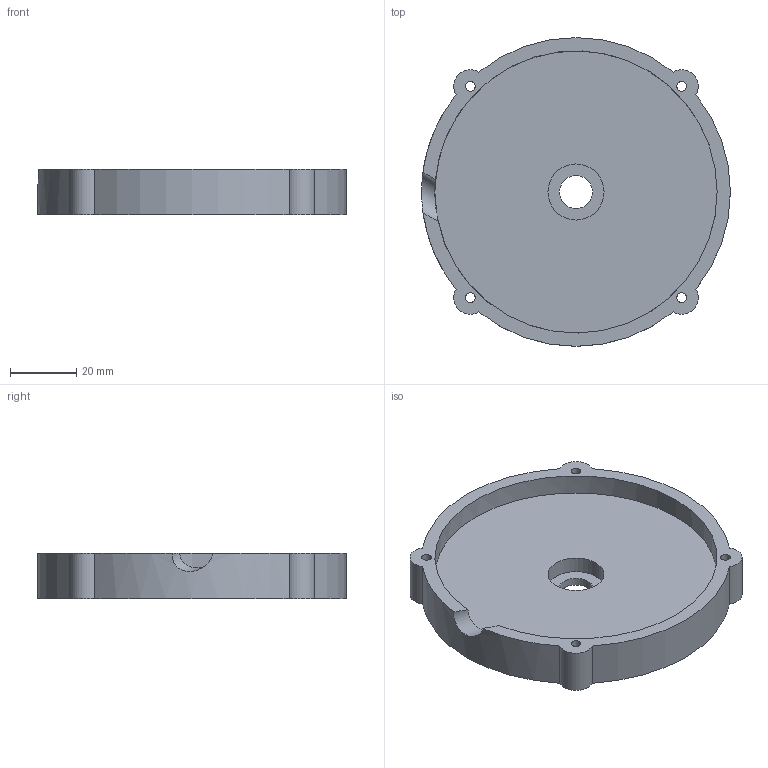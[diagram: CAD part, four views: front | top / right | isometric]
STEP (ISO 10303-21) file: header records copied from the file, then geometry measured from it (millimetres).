
FILE_DESCRIPTION(/* description */ (''),/* implementation_level */ '2;1');
FILE_NAME(/* name */ 'Case Part 2.stp',/* time_stamp */ '2025-09-18T21:45:52-05:00',/* author */ ('yo'),/* organization */ (''),/* preprocessor_version */ 'ST-DEVELOPER v20',/* originating_system */ 'Autodesk Inventor 2025',/* authorisation */ '');
FILE_SCHEMA (('AUTOMOTIVE_DESIGN { 1 0 10303 214 3 1 1 }'));
Length unit declared in the file: millimetre
Products named in the file (1): Case Part 2
Bounding box: 93 x 93 x 13.75 mm (x, y, z)
Volume: 57459.5 mm3; surface area: 20233.2 mm2
Topology: 1 solids, 1 shells, 20 faces, 51 edges, 34 vertices
Faces by surface type: cylinder 16, plane 4
Full cylindrical faces by diameter (mm): 2.9 x4, 10 x1, 16.9 x1, 85 x1
Entity records: 725 total; most frequent: CARTESIAN_POINT 143, DIRECTION 125, ORIENTED_EDGE 102, AXIS2_PLACEMENT_3D 55, EDGE_CURVE 51, VERTEX_POINT 34, CIRCLE 32, EDGE_LOOP 31
